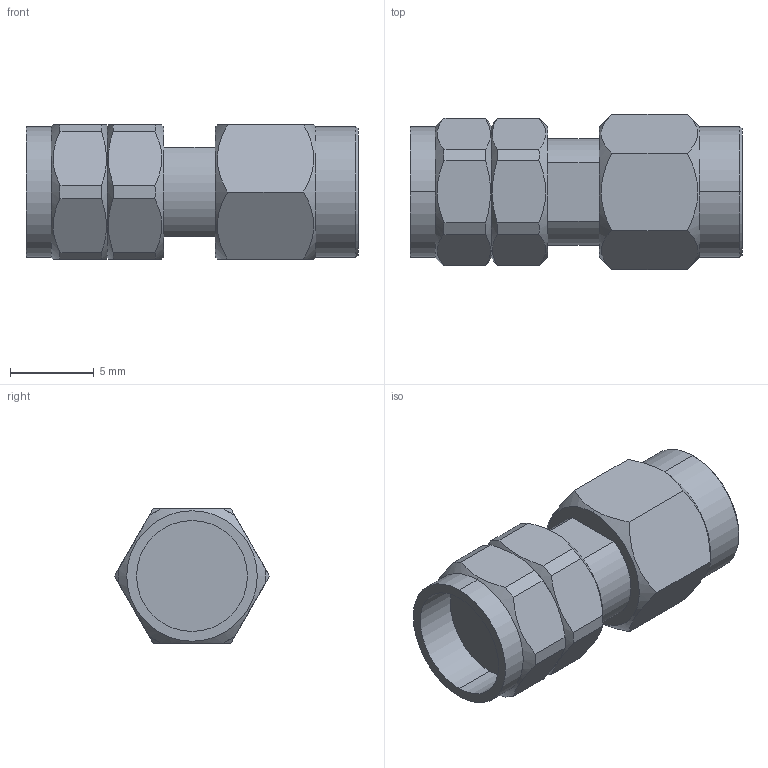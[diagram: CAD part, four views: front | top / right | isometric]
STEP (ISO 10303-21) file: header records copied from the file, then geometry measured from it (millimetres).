
FILE_DESCRIPTION (( 'STEP AP203' ), '1' );
FILE_NAME ('CT-SM2M-LN1.STEP', '2019-08-21T21:46:04', ( '' ), ( '' ), 'SwSTEP 2.0', 'SolidWorks 2016', '' );
FILE_SCHEMA (( 'CONFIG_CONTROL_DESIGN' ));
Length unit declared in the file: inch
Products named in the file (1): CT-SM2M-LN1
Bounding box: 19.79 x 9.25 x 8.01 mm (x, y, z)
Volume: 806.9 mm3; surface area: 753.8 mm2
Topology: 1 solids, 1 shells, 62 faces, 160 edges, 104 vertices
Faces by surface type: plane 38, cone 14, cylinder 10
Entity records: 2251 total; most frequent: CARTESIAN_POINT 775, ORIENTED_EDGE 320, DIRECTION 242, EDGE_CURVE 160, VERTEX_POINT 104, AXIS2_PLACEMENT_3D 91, B_SPLINE_CURVE_WITH_KNOTS 72, EDGE_LOOP 66
